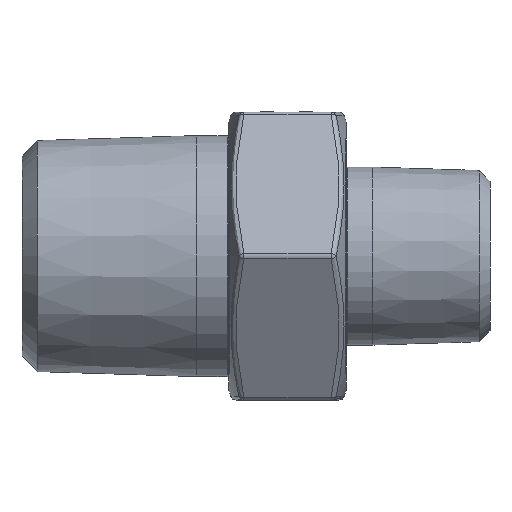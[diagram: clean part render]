
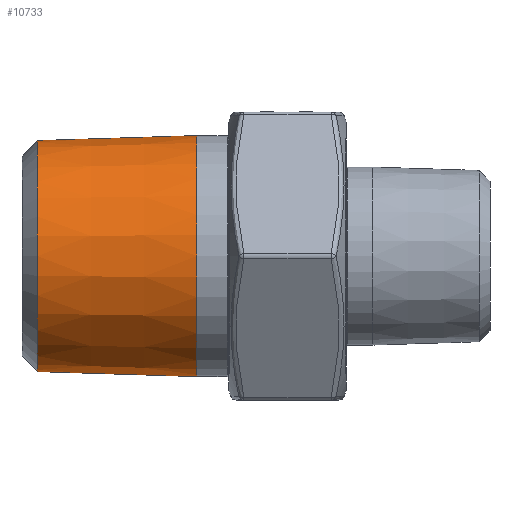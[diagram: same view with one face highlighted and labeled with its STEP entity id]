
A CAD part, front view. The second image highlights one B-rep face of the part: STEP entity #10733.
In plain terms, the highlighted conical face has half-angle 1.79 degrees and reference radius 6.579 mm.
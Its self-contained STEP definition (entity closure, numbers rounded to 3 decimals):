
#916 = CARTESIAN_POINT ( 'NONE',  ( 6., 0., 0. ) ) ;
#1692 = DIRECTION ( 'NONE',  ( 0., 0., -1. ) ) ;
#2174 = CONICAL_SURFACE ( 'NONE', #9298, 6.579, 0.031 ) ;
#3017 = DIRECTION ( 'NONE',  ( 0., 0., 1. ) ) ;
#4000 = AXIS2_PLACEMENT_3D ( 'NONE', #12853, #4143, #10603 ) ;
#4143 = DIRECTION ( 'NONE',  ( 1., 0., 0. ) ) ;
#5534 = CIRCLE ( 'NONE', #13363, 6.694 ) ;
#6220 = FACE_BOUND ( 'NONE', #9805, .T. ) ;
#6799 = EDGE_LOOP ( 'NONE', ( #8293 ) ) ;
#7324 = DIRECTION ( 'NONE',  ( 1., 0., 0. ) ) ;
#8293 = ORIENTED_EDGE ( 'NONE', *, *, #9116, .T. ) ;
#9116 = EDGE_CURVE ( 'NONE', #11929, #11929, #5534, .T. ) ;
#9298 = AXIS2_PLACEMENT_3D ( 'NONE', #916, #7324, #1692 ) ;
#9805 = EDGE_LOOP ( 'NONE', ( #10335 ) ) ;
#10152 = CARTESIAN_POINT ( 'NONE',  ( 9.7, 0., 6.694 ) ) ;
#10335 = ORIENTED_EDGE ( 'NONE', *, *, #12946, .T. ) ;
#10498 = FACE_OUTER_BOUND ( 'NONE', #6799, .T. ) ;
#10603 = DIRECTION ( 'NONE',  ( 0., 0., 1. ) ) ;
#10664 = CARTESIAN_POINT ( 'NONE',  ( 9.7, 0., 0. ) ) ;
#10733 = ADVANCED_FACE ( 'NONE', ( #6220, #10498 ), #2174, .T. ) ;
#11155 = CARTESIAN_POINT ( 'NONE',  ( 0.86, 0., 6.418 ) ) ;
#11929 = VERTEX_POINT ( 'NONE', #10152 ) ;
#12776 = DIRECTION ( 'NONE',  ( -1., 0., 0. ) ) ;
#12853 = CARTESIAN_POINT ( 'NONE',  ( 0.86, 0., 0. ) ) ;
#12946 = EDGE_CURVE ( 'NONE', #13258, #13258, #13634, .T. ) ;
#13258 = VERTEX_POINT ( 'NONE', #11155 ) ;
#13363 = AXIS2_PLACEMENT_3D ( 'NONE', #10664, #12776, #3017 ) ;
#13634 = CIRCLE ( 'NONE', #4000, 6.418 ) ;
